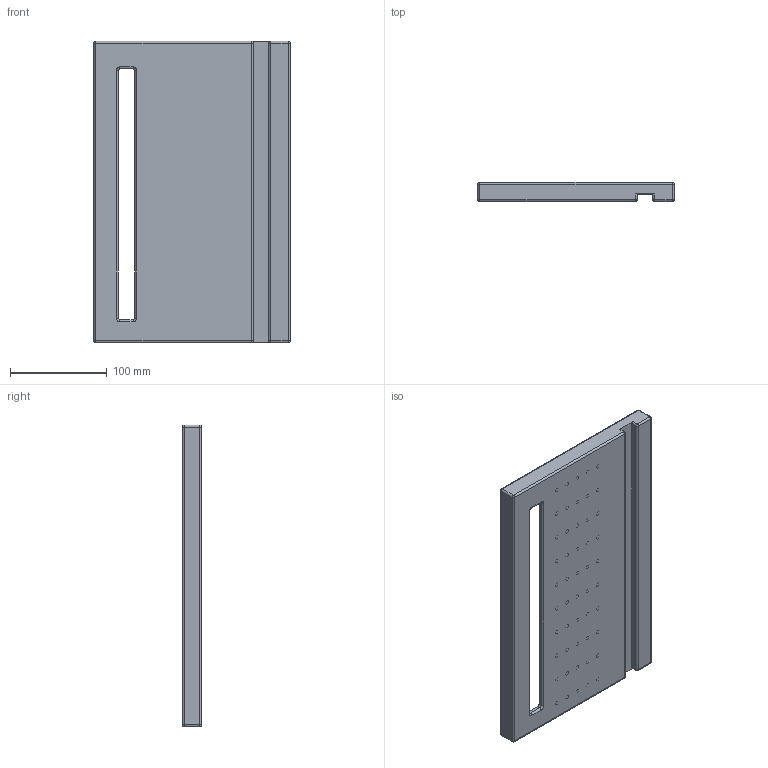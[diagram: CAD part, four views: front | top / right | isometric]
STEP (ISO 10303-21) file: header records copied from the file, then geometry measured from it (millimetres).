
FILE_DESCRIPTION(('Open CASCADE Model'),'2;1');
FILE_NAME('Open CASCADE Shape Model','2023-08-16T16:24:13',('Author'),( 'Open CASCADE'),'Open CASCADE STEP processor 7.6','Open CASCADE 7.6' ,'Unknown');
FILE_SCHEMA(('AUTOMOTIVE_DESIGN { 1 0 10303 214 1 1 1 1 }'));
Length unit declared in the file: millimetre
Products named in the file (1): Open CASCADE STEP translator 7.6 1
Bounding box: 203.15 x 20 x 312.5 mm (x, y, z)
Volume: 560683.2 mm3; surface area: 156645.3 mm2
Topology: 1 solids, 1 shells, 182 faces, 346 edges, 201 vertices
Faces by surface type: cylinder 90, plane 70, sphere 15, torus 7
Full cylindrical faces by diameter (mm): 4.1 x50
Entity records: 8853 total; most frequent: CARTESIAN_POINT 1797, DIRECTION 1396, ORIENTED_EDGE 662, PCURVE 662, DEFINITIONAL_REPRESENTATION 662, LINE 589, VECTOR 589, AXIS2_PLACEMENT_3D 370
